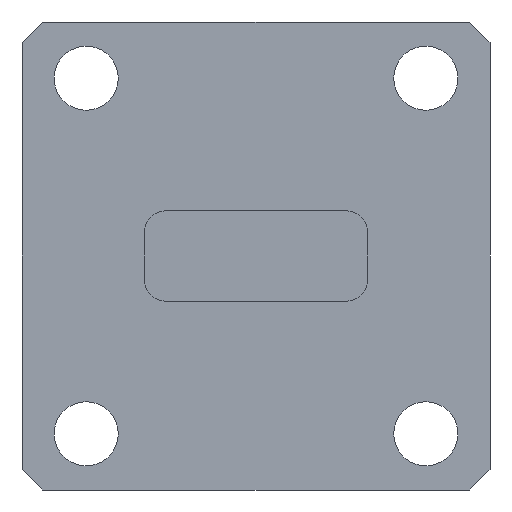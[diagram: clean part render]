
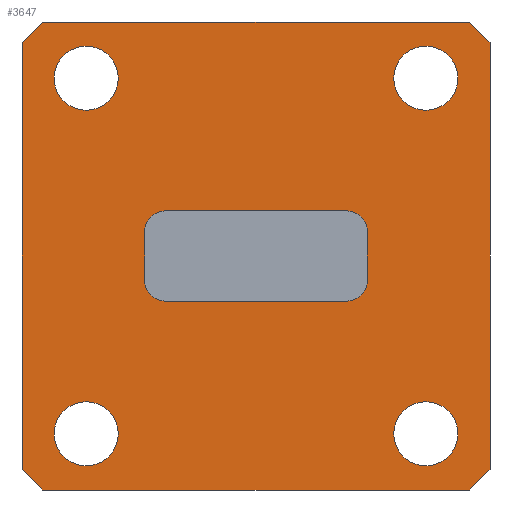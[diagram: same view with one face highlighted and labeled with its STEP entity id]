
A CAD part, front view. The second image highlights one B-rep face of the part: STEP entity #3647.
In plain terms, the highlighted planar face has unit normal (0, -1, 0).
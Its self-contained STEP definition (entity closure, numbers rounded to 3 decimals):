
#173 = VERTEX_POINT('',#174);
#174 = CARTESIAN_POINT('',(-10.2,-3.,-11.2));
#180 = EDGE_CURVE('',#173,#181,#183,.T.);
#181 = VERTEX_POINT('',#182);
#182 = CARTESIAN_POINT('',(10.2,-3.,-11.2));
#183 = LINE('',#184,#185);
#184 = CARTESIAN_POINT('',(-11.2,-3.,-11.2));
#185 = VECTOR('',#186,1.);
#186 = DIRECTION('',(1.,0.,0.));
#204 = EDGE_CURVE('',#173,#205,#207,.T.);
#205 = VERTEX_POINT('',#206);
#206 = CARTESIAN_POINT('',(-11.2,-3.,-10.2));
#207 = LINE('',#208,#209);
#208 = CARTESIAN_POINT('',(-10.7,-3.,-10.7));
#209 = VECTOR('',#210,1.);
#210 = DIRECTION('',(-0.707,0.,0.707));
#228 = VERTEX_POINT('',#229);
#229 = CARTESIAN_POINT('',(11.2,-3.,-10.2));
#235 = EDGE_CURVE('',#228,#181,#236,.T.);
#236 = LINE('',#237,#238);
#237 = CARTESIAN_POINT('',(10.7,-3.,-10.7));
#238 = VECTOR('',#239,1.);
#239 = DIRECTION('',(-0.707,0.,-0.707));
#252 = VERTEX_POINT('',#253);
#253 = CARTESIAN_POINT('',(-11.2,-3.,10.2));
#259 = EDGE_CURVE('',#252,#205,#260,.T.);
#260 = LINE('',#261,#262);
#261 = CARTESIAN_POINT('',(-11.2,-3.,11.2));
#262 = VECTOR('',#263,1.);
#263 = DIRECTION('',(0.,0.,-1.));
#276 = EDGE_CURVE('',#228,#277,#279,.T.);
#277 = VERTEX_POINT('',#278);
#278 = CARTESIAN_POINT('',(11.2,-3.,10.2));
#279 = LINE('',#280,#281);
#280 = CARTESIAN_POINT('',(11.2,-3.,-11.2));
#281 = VECTOR('',#282,1.);
#282 = DIRECTION('',(0.,0.,1.));
#300 = VERTEX_POINT('',#301);
#301 = CARTESIAN_POINT('',(-10.2,-3.,11.2));
#307 = EDGE_CURVE('',#300,#252,#308,.T.);
#308 = LINE('',#309,#310);
#309 = CARTESIAN_POINT('',(-10.7,-3.,10.7));
#310 = VECTOR('',#311,1.);
#311 = DIRECTION('',(-0.707,0.,-0.707));
#324 = EDGE_CURVE('',#277,#325,#327,.T.);
#325 = VERTEX_POINT('',#326);
#326 = CARTESIAN_POINT('',(10.2,-3.,11.2));
#327 = LINE('',#328,#329);
#328 = CARTESIAN_POINT('',(10.7,-3.,10.7));
#329 = VECTOR('',#330,1.);
#330 = DIRECTION('',(-0.707,0.,0.707));
#348 = EDGE_CURVE('',#325,#300,#349,.T.);
#349 = LINE('',#350,#351);
#350 = CARTESIAN_POINT('',(11.2,-3.,11.2));
#351 = VECTOR('',#352,1.);
#352 = DIRECTION('',(-1.,0.,0.));
#364 = VERTEX_POINT('',#365);
#365 = CARTESIAN_POINT('',(-6.595,-3.,-8.51));
#371 = EDGE_CURVE('',#364,#364,#372,.T.);
#372 = CIRCLE('',#373,1.535);
#373 = AXIS2_PLACEMENT_3D('',#374,#375,#376);
#374 = CARTESIAN_POINT('',(-8.13,-3.,-8.51));
#375 = DIRECTION('',(0.,-1.,0.));
#376 = DIRECTION('',(1.,0.,0.));
#389 = VERTEX_POINT('',#390);
#390 = CARTESIAN_POINT('',(-6.595,-3.,8.51));
#396 = EDGE_CURVE('',#389,#389,#397,.T.);
#397 = CIRCLE('',#398,1.535);
#398 = AXIS2_PLACEMENT_3D('',#399,#400,#401);
#399 = CARTESIAN_POINT('',(-8.13,-3.,8.51));
#400 = DIRECTION('',(0.,-1.,0.));
#401 = DIRECTION('',(1.,0.,0.));
#414 = VERTEX_POINT('',#415);
#415 = CARTESIAN_POINT('',(9.665,-3.,-8.51));
#421 = EDGE_CURVE('',#414,#414,#422,.T.);
#422 = CIRCLE('',#423,1.535);
#423 = AXIS2_PLACEMENT_3D('',#424,#425,#426);
#424 = CARTESIAN_POINT('',(8.13,-3.,-8.51));
#425 = DIRECTION('',(0.,-1.,0.));
#426 = DIRECTION('',(1.,0.,0.));
#3627 = VERTEX_POINT('',#3628);
#3628 = CARTESIAN_POINT('',(9.665,-3.,8.51));
#3634 = EDGE_CURVE('',#3627,#3627,#3635,.T.);
#3635 = CIRCLE('',#3636,1.535);
#3636 = AXIS2_PLACEMENT_3D('',#3637,#3638,#3639);
#3637 = CARTESIAN_POINT('',(8.13,-3.,8.51));
#3638 = DIRECTION('',(0.,-1.,0.));
#3639 = DIRECTION('',(1.,0.,0.));
#3647 = ADVANCED_FACE('',(#3648,#3658,#3661,#3664,#3734,#3737),#3740,.F.
  );
#3648 = FACE_BOUND('',#3649,.F.);
#3649 = EDGE_LOOP('',(#3650,#3651,#3652,#3653,#3654,#3655,#3656,#3657));
#3650 = ORIENTED_EDGE('',*,*,#180,.F.);
#3651 = ORIENTED_EDGE('',*,*,#204,.T.);
#3652 = ORIENTED_EDGE('',*,*,#259,.F.);
#3653 = ORIENTED_EDGE('',*,*,#307,.F.);
#3654 = ORIENTED_EDGE('',*,*,#348,.F.);
#3655 = ORIENTED_EDGE('',*,*,#324,.F.);
#3656 = ORIENTED_EDGE('',*,*,#276,.F.);
#3657 = ORIENTED_EDGE('',*,*,#235,.T.);
#3658 = FACE_BOUND('',#3659,.F.);
#3659 = EDGE_LOOP('',(#3660));
#3660 = ORIENTED_EDGE('',*,*,#371,.T.);
#3661 = FACE_BOUND('',#3662,.F.);
#3662 = EDGE_LOOP('',(#3663));
#3663 = ORIENTED_EDGE('',*,*,#396,.T.);
#3664 = FACE_BOUND('',#3665,.F.);
#3665 = EDGE_LOOP('',(#3666,#3676,#3685,#3693,#3702,#3710,#3719,#3727));
#3666 = ORIENTED_EDGE('',*,*,#3667,.F.);
#3667 = EDGE_CURVE('',#3668,#3670,#3672,.T.);
#3668 = VERTEX_POINT('',#3669);
#3669 = CARTESIAN_POINT('',(-5.334,-3.,-1.159));
#3670 = VERTEX_POINT('',#3671);
#3671 = CARTESIAN_POINT('',(-5.334,-3.,1.159));
#3672 = LINE('',#3673,#3674);
#3673 = CARTESIAN_POINT('',(-5.334,-3.,-1.159));
#3674 = VECTOR('',#3675,1.);
#3675 = DIRECTION('',(0.,0.,1.));
#3676 = ORIENTED_EDGE('',*,*,#3677,.T.);
#3677 = EDGE_CURVE('',#3668,#3678,#3680,.T.);
#3678 = VERTEX_POINT('',#3679);
#3679 = CARTESIAN_POINT('',(-4.334,-3.,-2.159));
#3680 = CIRCLE('',#3681,1.);
#3681 = AXIS2_PLACEMENT_3D('',#3682,#3683,#3684);
#3682 = CARTESIAN_POINT('',(-4.334,-3.,-1.159));
#3683 = DIRECTION('',(0.,-1.,0.));
#3684 = DIRECTION('',(1.,0.,0.));
#3685 = ORIENTED_EDGE('',*,*,#3686,.F.);
#3686 = EDGE_CURVE('',#3687,#3678,#3689,.T.);
#3687 = VERTEX_POINT('',#3688);
#3688 = CARTESIAN_POINT('',(4.334,-3.,-2.159));
#3689 = LINE('',#3690,#3691);
#3690 = CARTESIAN_POINT('',(4.334,-3.,-2.159));
#3691 = VECTOR('',#3692,1.);
#3692 = DIRECTION('',(-1.,0.,0.));
#3693 = ORIENTED_EDGE('',*,*,#3694,.T.);
#3694 = EDGE_CURVE('',#3687,#3695,#3697,.T.);
#3695 = VERTEX_POINT('',#3696);
#3696 = CARTESIAN_POINT('',(5.334,-3.,-1.159));
#3697 = CIRCLE('',#3698,1.);
#3698 = AXIS2_PLACEMENT_3D('',#3699,#3700,#3701);
#3699 = CARTESIAN_POINT('',(4.334,-3.,-1.159));
#3700 = DIRECTION('',(0.,-1.,0.));
#3701 = DIRECTION('',(1.,0.,0.));
#3702 = ORIENTED_EDGE('',*,*,#3703,.F.);
#3703 = EDGE_CURVE('',#3704,#3695,#3706,.T.);
#3704 = VERTEX_POINT('',#3705);
#3705 = CARTESIAN_POINT('',(5.334,-3.,1.159));
#3706 = LINE('',#3707,#3708);
#3707 = CARTESIAN_POINT('',(5.334,-3.,1.159));
#3708 = VECTOR('',#3709,1.);
#3709 = DIRECTION('',(0.,0.,-1.));
#3710 = ORIENTED_EDGE('',*,*,#3711,.T.);
#3711 = EDGE_CURVE('',#3704,#3712,#3714,.T.);
#3712 = VERTEX_POINT('',#3713);
#3713 = CARTESIAN_POINT('',(4.334,-3.,2.159));
#3714 = CIRCLE('',#3715,1.);
#3715 = AXIS2_PLACEMENT_3D('',#3716,#3717,#3718);
#3716 = CARTESIAN_POINT('',(4.334,-3.,1.159));
#3717 = DIRECTION('',(0.,-1.,0.));
#3718 = DIRECTION('',(1.,0.,0.));
#3719 = ORIENTED_EDGE('',*,*,#3720,.F.);
#3720 = EDGE_CURVE('',#3721,#3712,#3723,.T.);
#3721 = VERTEX_POINT('',#3722);
#3722 = CARTESIAN_POINT('',(-4.334,-3.,2.159));
#3723 = LINE('',#3724,#3725);
#3724 = CARTESIAN_POINT('',(-4.334,-3.,2.159));
#3725 = VECTOR('',#3726,1.);
#3726 = DIRECTION('',(1.,0.,0.));
#3727 = ORIENTED_EDGE('',*,*,#3728,.T.);
#3728 = EDGE_CURVE('',#3721,#3670,#3729,.T.);
#3729 = CIRCLE('',#3730,1.);
#3730 = AXIS2_PLACEMENT_3D('',#3731,#3732,#3733);
#3731 = CARTESIAN_POINT('',(-4.334,-3.,1.159));
#3732 = DIRECTION('',(0.,-1.,0.));
#3733 = DIRECTION('',(1.,0.,0.));
#3734 = FACE_BOUND('',#3735,.F.);
#3735 = EDGE_LOOP('',(#3736));
#3736 = ORIENTED_EDGE('',*,*,#421,.T.);
#3737 = FACE_BOUND('',#3738,.F.);
#3738 = EDGE_LOOP('',(#3739));
#3739 = ORIENTED_EDGE('',*,*,#3634,.T.);
#3740 = PLANE('',#3741);
#3741 = AXIS2_PLACEMENT_3D('',#3742,#3743,#3744);
#3742 = CARTESIAN_POINT('',(0.,-3.,0.));
#3743 = DIRECTION('',(0.,1.,0.));
#3744 = DIRECTION('',(0.,0.,1.));
